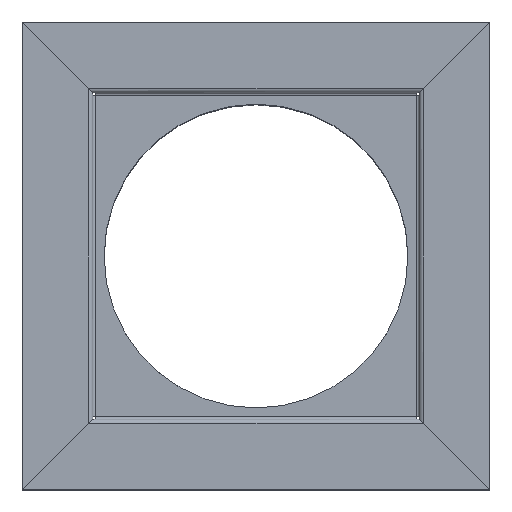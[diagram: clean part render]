
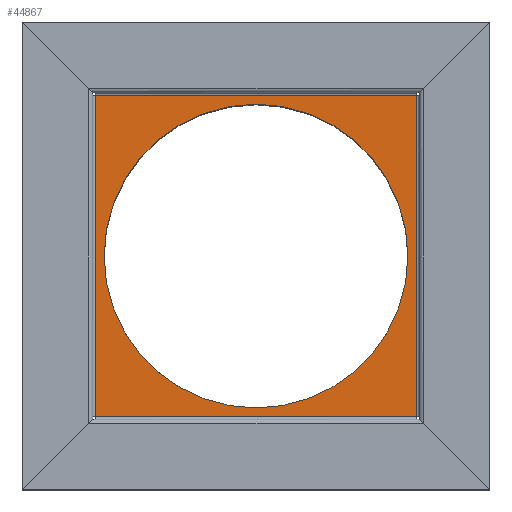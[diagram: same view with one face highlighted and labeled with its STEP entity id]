
A CAD part, top view. The second image highlights one B-rep face of the part: STEP entity #44867.
In plain terms, the highlighted planar face has unit normal (0, 0, 1).
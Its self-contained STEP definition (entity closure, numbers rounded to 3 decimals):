
#22=FACE_BOUND('',#5637,.T.);
#1144=PLANE('',#47131);
#3393=FACE_OUTER_BOUND('',#5636,.T.);
#5636=EDGE_LOOP('',(#31609,#31610,#31611,#31612));
#5637=EDGE_LOOP('',(#31613));
#8971=LINE('',#65552,#13456);
#8977=LINE('',#65571,#13462);
#8983=LINE('',#65590,#13468);
#8988=LINE('',#65606,#13473);
#13456=VECTOR('',#51764,10.);
#13462=VECTOR('',#51792,10.);
#13468=VECTOR('',#51820,10.);
#13473=VECTOR('',#51847,10.);
#17826=CIRCLE('',#47037,67.5);
#20068=VERTEX_POINT('',#64986);
#20152=VERTEX_POINT('',#65542);
#20153=VERTEX_POINT('',#65547);
#20155=VERTEX_POINT('',#65563);
#20157=VERTEX_POINT('',#65585);
#24542=EDGE_CURVE('',#20068,#20068,#17826,.T.);
#24679=EDGE_CURVE('',#20153,#20152,#8971,.T.);
#24689=EDGE_CURVE('',#20152,#20155,#8977,.T.);
#24699=EDGE_CURVE('',#20157,#20153,#8983,.T.);
#24708=EDGE_CURVE('',#20155,#20157,#8988,.T.);
#31609=ORIENTED_EDGE('',*,*,#24679,.T.);
#31610=ORIENTED_EDGE('',*,*,#24689,.T.);
#31611=ORIENTED_EDGE('',*,*,#24708,.T.);
#31612=ORIENTED_EDGE('',*,*,#24699,.T.);
#31613=ORIENTED_EDGE('',*,*,#24542,.T.);
#44867=ADVANCED_FACE('',(#3393,#22),#1144,.T.);
#47037=AXIS2_PLACEMENT_3D('',#64987,#51527,#51528);
#47131=AXIS2_PLACEMENT_3D('',#65607,#51848,#51849);
#51527=DIRECTION('center_axis',(0.,0.,-1.));
#51528=DIRECTION('ref_axis',(-1.,0.,0.));
#51764=DIRECTION('',(-1.,0.,0.));
#51792=DIRECTION('',(0.,-1.,0.));
#51820=DIRECTION('',(0.,1.,0.));
#51847=DIRECTION('',(1.,0.,0.));
#51848=DIRECTION('center_axis',(0.,0.,1.));
#51849=DIRECTION('ref_axis',(0.,-1.,0.));
#64986=CARTESIAN_POINT('',(226.851,100.327,26.5));
#64987=CARTESIAN_POINT('Origin',(159.351,100.327,26.5));
#65542=CARTESIAN_POINT('',(87.851,171.827,26.5));
#65547=CARTESIAN_POINT('',(230.851,171.827,26.5));
#65552=CARTESIAN_POINT('',(123.601,171.827,26.5));
#65563=CARTESIAN_POINT('',(87.851,28.827,26.5));
#65571=CARTESIAN_POINT('',(87.851,64.577,26.5));
#65585=CARTESIAN_POINT('',(230.851,28.827,26.5));
#65590=CARTESIAN_POINT('',(230.851,136.077,26.5));
#65606=CARTESIAN_POINT('',(195.101,28.827,26.5));
#65607=CARTESIAN_POINT('Origin',(159.351,100.327,26.5));
